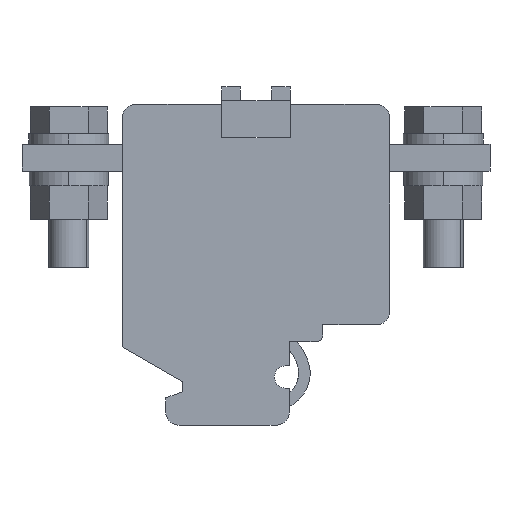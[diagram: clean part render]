
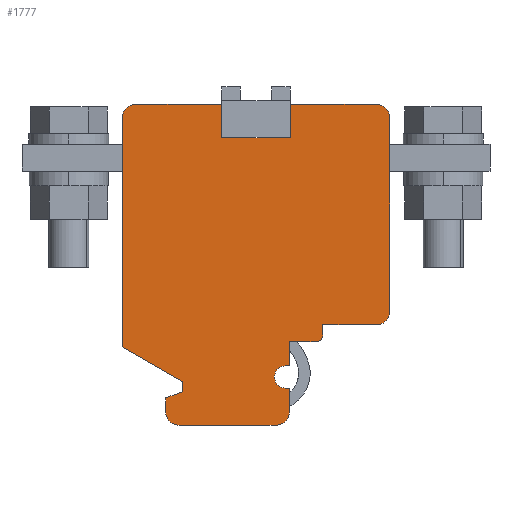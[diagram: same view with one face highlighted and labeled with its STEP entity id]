
A CAD part, left-side view. The second image highlights one B-rep face of the part: STEP entity #1777.
In plain terms, the highlighted planar face has unit normal (-1, 0, 0).
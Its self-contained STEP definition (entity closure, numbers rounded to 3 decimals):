
#417 = VERTEX_POINT('',#418);
#418 = CARTESIAN_POINT('',(0.,15.,17.));
#424 = EDGE_CURVE('',#417,#425,#427,.T.);
#425 = VERTEX_POINT('',#426);
#426 = CARTESIAN_POINT('',(0.,17.,15.));
#427 = CIRCLE('',#428,2.);
#428 = AXIS2_PLACEMENT_3D('',#429,#430,#431);
#429 = CARTESIAN_POINT('',(0.,17.,17.));
#430 = DIRECTION('',(1.,0.,0.));
#431 = DIRECTION('',(-0.,0.,1.));
#449 = EDGE_CURVE('',#425,#450,#452,.T.);
#450 = VERTEX_POINT('',#451);
#451 = CARTESIAN_POINT('',(0.,25.,15.));
#452 = LINE('',#453,#454);
#453 = CARTESIAN_POINT('',(0.,21.,15.));
#454 = VECTOR('',#455,1.);
#455 = DIRECTION('',(0.,1.,0.));
#473 = EDGE_CURVE('',#474,#450,#476,.T.);
#474 = VERTEX_POINT('',#475);
#475 = CARTESIAN_POINT('',(0.,25.,13.5));
#476 = LINE('',#477,#478);
#477 = CARTESIAN_POINT('',(0.,25.,14.25));
#478 = VECTOR('',#479,1.);
#479 = DIRECTION('',(0.,0.,1.));
#497 = EDGE_CURVE('',#474,#498,#500,.T.);
#498 = VERTEX_POINT('',#499);
#499 = CARTESIAN_POINT('',(0.,26.,12.5));
#500 = CIRCLE('',#501,1.);
#501 = AXIS2_PLACEMENT_3D('',#502,#503,#504);
#502 = CARTESIAN_POINT('',(0.,26.,13.5));
#503 = DIRECTION('',(1.,0.,0.));
#504 = DIRECTION('',(-0.,0.,1.));
#523 = EDGE_CURVE('',#498,#524,#526,.T.);
#524 = VERTEX_POINT('',#525);
#525 = CARTESIAN_POINT('',(0.,30.,12.5));
#526 = LINE('',#527,#528);
#527 = CARTESIAN_POINT('',(0.,28.,12.5));
#528 = VECTOR('',#529,1.);
#529 = DIRECTION('',(0.,1.,0.));
#610 = VERTEX_POINT('',#611);
#611 = CARTESIAN_POINT('',(0.,30.,8.85));
#617 = EDGE_CURVE('',#610,#524,#618,.T.);
#618 = LINE('',#619,#620);
#619 = CARTESIAN_POINT('',(0.,30.,10.675));
#620 = VECTOR('',#621,1.);
#621 = DIRECTION('',(0.,0.,1.));
#680 = EDGE_CURVE('',#610,#681,#683,.T.);
#681 = VERTEX_POINT('',#682);
#682 = CARTESIAN_POINT('',(0.,30.6,8.85));
#683 = LINE('',#684,#685);
#684 = CARTESIAN_POINT('',(0.,30.3,8.85));
#685 = VECTOR('',#686,1.);
#686 = DIRECTION('',(0.,1.,0.));
#705 = VERTEX_POINT('',#706);
#706 = CARTESIAN_POINT('',(0.,30.6,5.55));
#712 = EDGE_CURVE('',#705,#681,#713,.T.);
#713 = CIRCLE('',#714,1.65);
#714 = AXIS2_PLACEMENT_3D('',#715,#716,#717);
#715 = CARTESIAN_POINT('',(0.,30.6,7.2));
#716 = DIRECTION('',(1.,0.,0.));
#717 = DIRECTION('',(-0.,0.,1.));
#729 = EDGE_CURVE('',#730,#705,#732,.T.);
#730 = VERTEX_POINT('',#731);
#731 = CARTESIAN_POINT('',(0.,30.,5.55));
#732 = LINE('',#733,#734);
#733 = CARTESIAN_POINT('',(0.,30.3,5.55));
#734 = VECTOR('',#735,1.);
#735 = DIRECTION('',(0.,1.,0.));
#754 = VERTEX_POINT('',#755);
#755 = CARTESIAN_POINT('',(0.,30.,2.));
#761 = EDGE_CURVE('',#754,#730,#762,.T.);
#762 = LINE('',#763,#764);
#763 = CARTESIAN_POINT('',(0.,30.,3.775));
#764 = VECTOR('',#765,1.);
#765 = DIRECTION('',(0.,0.,1.));
#845 = EDGE_CURVE('',#754,#846,#848,.T.);
#846 = VERTEX_POINT('',#847);
#847 = CARTESIAN_POINT('',(0.,32.,0.));
#848 = CIRCLE('',#849,2.);
#849 = AXIS2_PLACEMENT_3D('',#850,#851,#852);
#850 = CARTESIAN_POINT('',(0.,32.,2.));
#851 = DIRECTION('',(1.,0.,0.));
#852 = DIRECTION('',(-0.,0.,1.));
#870 = EDGE_CURVE('',#846,#871,#873,.T.);
#871 = VERTEX_POINT('',#872);
#872 = CARTESIAN_POINT('',(0.,46.5,0.));
#873 = LINE('',#874,#875);
#874 = CARTESIAN_POINT('',(0.,39.25,0.));
#875 = VECTOR('',#876,1.);
#876 = DIRECTION('',(0.,1.,0.));
#894 = EDGE_CURVE('',#871,#895,#897,.T.);
#895 = VERTEX_POINT('',#896);
#896 = CARTESIAN_POINT('',(0.,48.5,2.));
#897 = CIRCLE('',#898,2.);
#898 = AXIS2_PLACEMENT_3D('',#899,#900,#901);
#899 = CARTESIAN_POINT('',(0.,46.5,2.));
#900 = DIRECTION('',(1.,0.,0.));
#901 = DIRECTION('',(-0.,0.,1.));
#919 = EDGE_CURVE('',#895,#920,#922,.T.);
#920 = VERTEX_POINT('',#921);
#921 = CARTESIAN_POINT('',(0.,48.5,4.09));
#922 = LINE('',#923,#924);
#923 = CARTESIAN_POINT('',(0.,48.5,3.045));
#924 = VECTOR('',#925,1.);
#925 = DIRECTION('',(0.,0.,1.));
#943 = EDGE_CURVE('',#944,#920,#946,.T.);
#944 = VERTEX_POINT('',#945);
#945 = CARTESIAN_POINT('',(0.,46.,5.));
#946 = LINE('',#947,#948);
#947 = CARTESIAN_POINT('',(0.,47.25,4.545));
#948 = VECTOR('',#949,1.);
#949 = DIRECTION('',(0.,0.94,-0.342));
#967 = EDGE_CURVE('',#944,#968,#970,.T.);
#968 = VERTEX_POINT('',#969);
#969 = CARTESIAN_POINT('',(0.,46.,6.5));
#970 = LINE('',#971,#972);
#971 = CARTESIAN_POINT('',(0.,46.,5.75));
#972 = VECTOR('',#973,1.);
#973 = DIRECTION('',(0.,0.,1.));
#991 = EDGE_CURVE('',#968,#992,#994,.T.);
#992 = VERTEX_POINT('',#993);
#993 = CARTESIAN_POINT('',(0.,55.,11.696));
#994 = LINE('',#995,#996);
#995 = CARTESIAN_POINT('',(0.,50.5,9.098));
#996 = VECTOR('',#997,1.);
#997 = DIRECTION('',(0.,0.866,0.5));
#1016 = EDGE_CURVE('',#992,#1017,#1019,.T.);
#1017 = VERTEX_POINT('',#1018);
#1018 = CARTESIAN_POINT('',(0.,55.,46.));
#1019 = LINE('',#1020,#1021);
#1020 = CARTESIAN_POINT('',(0.,55.,28.848));
#1021 = VECTOR('',#1022,1.);
#1022 = DIRECTION('',(0.,0.,1.));
#1073 = EDGE_CURVE('',#1017,#1074,#1076,.T.);
#1074 = VERTEX_POINT('',#1075);
#1075 = CARTESIAN_POINT('',(0.,53.,48.));
#1076 = CIRCLE('',#1077,2.);
#1077 = AXIS2_PLACEMENT_3D('',#1078,#1079,#1080);
#1078 = CARTESIAN_POINT('',(0.,53.,46.));
#1079 = DIRECTION('',(1.,0.,0.));
#1080 = DIRECTION('',(-0.,0.,1.));
#1098 = EDGE_CURVE('',#1099,#1074,#1101,.T.);
#1099 = VERTEX_POINT('',#1100);
#1100 = CARTESIAN_POINT('',(0.,40.15,48.));
#1101 = LINE('',#1102,#1103);
#1102 = CARTESIAN_POINT('',(0.,46.575,48.));
#1103 = VECTOR('',#1104,1.);
#1104 = DIRECTION('',(0.,1.,0.));
#1122 = EDGE_CURVE('',#1123,#1099,#1125,.T.);
#1123 = VERTEX_POINT('',#1124);
#1124 = CARTESIAN_POINT('',(0.,40.15,43.));
#1125 = LINE('',#1126,#1127);
#1126 = CARTESIAN_POINT('',(0.,40.15,45.5));
#1127 = VECTOR('',#1128,1.);
#1128 = DIRECTION('',(0.,0.,1.));
#1146 = EDGE_CURVE('',#1147,#1123,#1149,.T.);
#1147 = VERTEX_POINT('',#1148);
#1148 = CARTESIAN_POINT('',(0.,29.85,43.));
#1149 = LINE('',#1150,#1151);
#1150 = CARTESIAN_POINT('',(0.,35.,43.));
#1151 = VECTOR('',#1152,1.);
#1152 = DIRECTION('',(0.,1.,0.));
#1170 = EDGE_CURVE('',#1147,#1171,#1173,.T.);
#1171 = VERTEX_POINT('',#1172);
#1172 = CARTESIAN_POINT('',(0.,29.85,48.));
#1173 = LINE('',#1174,#1175);
#1174 = CARTESIAN_POINT('',(0.,29.85,45.5));
#1175 = VECTOR('',#1176,1.);
#1176 = DIRECTION('',(0.,0.,1.));
#1194 = EDGE_CURVE('',#1195,#1171,#1197,.T.);
#1195 = VERTEX_POINT('',#1196);
#1196 = CARTESIAN_POINT('',(0.,17.,48.));
#1197 = LINE('',#1198,#1199);
#1198 = CARTESIAN_POINT('',(0.,23.425,48.));
#1199 = VECTOR('',#1200,1.);
#1200 = DIRECTION('',(0.,1.,0.));
#1218 = EDGE_CURVE('',#1195,#1219,#1221,.T.);
#1219 = VERTEX_POINT('',#1220);
#1220 = CARTESIAN_POINT('',(0.,15.,46.));
#1221 = CIRCLE('',#1222,2.);
#1222 = AXIS2_PLACEMENT_3D('',#1223,#1224,#1225);
#1223 = CARTESIAN_POINT('',(0.,17.,46.));
#1224 = DIRECTION('',(1.,0.,0.));
#1225 = DIRECTION('',(-0.,0.,1.));
#1245 = EDGE_CURVE('',#417,#1219,#1246,.T.);
#1246 = LINE('',#1247,#1248);
#1247 = CARTESIAN_POINT('',(0.,15.,31.5));
#1248 = VECTOR('',#1249,1.);
#1249 = DIRECTION('',(0.,0.,1.));
#1777 = ADVANCED_FACE('',(#1778),#1806,.F.);
#1778 = FACE_BOUND('',#1779,.T.);
#1779 = EDGE_LOOP('',(#1780,#1781,#1782,#1783,#1784,#1785,#1786,#1787,
    #1788,#1789,#1790,#1791,#1792,#1793,#1794,#1795,#1796,#1797,#1798,
    #1799,#1800,#1801,#1802,#1803,#1804,#1805));
#1780 = ORIENTED_EDGE('',*,*,#1245,.T.);
#1781 = ORIENTED_EDGE('',*,*,#1218,.F.);
#1782 = ORIENTED_EDGE('',*,*,#1194,.T.);
#1783 = ORIENTED_EDGE('',*,*,#1170,.F.);
#1784 = ORIENTED_EDGE('',*,*,#1146,.T.);
#1785 = ORIENTED_EDGE('',*,*,#1122,.T.);
#1786 = ORIENTED_EDGE('',*,*,#1098,.T.);
#1787 = ORIENTED_EDGE('',*,*,#1073,.F.);
#1788 = ORIENTED_EDGE('',*,*,#1016,.F.);
#1789 = ORIENTED_EDGE('',*,*,#991,.F.);
#1790 = ORIENTED_EDGE('',*,*,#967,.F.);
#1791 = ORIENTED_EDGE('',*,*,#943,.T.);
#1792 = ORIENTED_EDGE('',*,*,#919,.F.);
#1793 = ORIENTED_EDGE('',*,*,#894,.F.);
#1794 = ORIENTED_EDGE('',*,*,#870,.F.);
#1795 = ORIENTED_EDGE('',*,*,#845,.F.);
#1796 = ORIENTED_EDGE('',*,*,#761,.T.);
#1797 = ORIENTED_EDGE('',*,*,#729,.T.);
#1798 = ORIENTED_EDGE('',*,*,#712,.T.);
#1799 = ORIENTED_EDGE('',*,*,#680,.F.);
#1800 = ORIENTED_EDGE('',*,*,#617,.T.);
#1801 = ORIENTED_EDGE('',*,*,#523,.F.);
#1802 = ORIENTED_EDGE('',*,*,#497,.F.);
#1803 = ORIENTED_EDGE('',*,*,#473,.T.);
#1804 = ORIENTED_EDGE('',*,*,#449,.F.);
#1805 = ORIENTED_EDGE('',*,*,#424,.F.);
#1806 = PLANE('',#1807);
#1807 = AXIS2_PLACEMENT_3D('',#1808,#1809,#1810);
#1808 = CARTESIAN_POINT('',(0.,0.,0.));
#1809 = DIRECTION('',(1.,0.,0.));
#1810 = DIRECTION('',(-0.,1.,0.));
